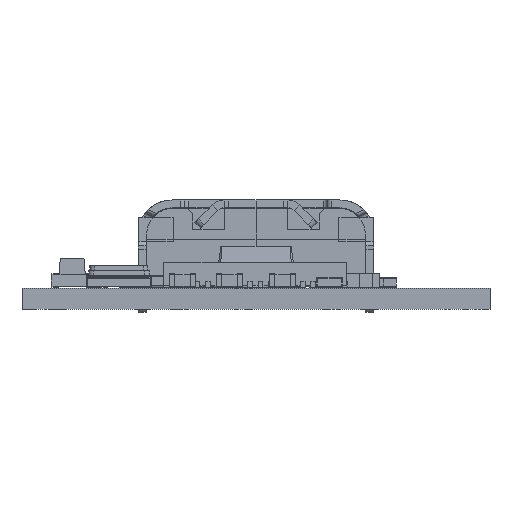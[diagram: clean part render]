
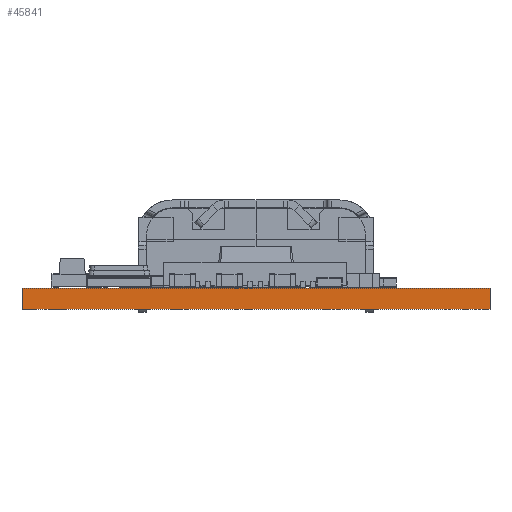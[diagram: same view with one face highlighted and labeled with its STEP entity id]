
A CAD part, front view. The second image highlights one B-rep face of the part: STEP entity #45841.
In plain terms, the highlighted planar face has unit normal (0, -1, 0).
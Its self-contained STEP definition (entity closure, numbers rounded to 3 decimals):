
#45841 = ADVANCED_FACE('',(#45842),#45876,.T.);
#45842 = FACE_BOUND('',#45843,.T.);
#45843 = EDGE_LOOP('',(#45844,#45854,#45862,#45870));
#45844 = ORIENTED_EDGE('',*,*,#45845,.T.);
#45845 = EDGE_CURVE('',#45846,#45848,#45850,.T.);
#45846 = VERTEX_POINT('',#45847);
#45847 = CARTESIAN_POINT('',(17.78,-33.02,0.));
#45848 = VERTEX_POINT('',#45849);
#45849 = CARTESIAN_POINT('',(17.78,-33.02,0.8));
#45850 = LINE('',#45851,#45852);
#45851 = CARTESIAN_POINT('',(17.78,-33.02,0.));
#45852 = VECTOR('',#45853,1.);
#45853 = DIRECTION('',(0.,0.,1.));
#45854 = ORIENTED_EDGE('',*,*,#45855,.T.);
#45855 = EDGE_CURVE('',#45848,#45856,#45858,.T.);
#45856 = VERTEX_POINT('',#45857);
#45857 = CARTESIAN_POINT('',(0.,-33.02,0.8));
#45858 = LINE('',#45859,#45860);
#45859 = CARTESIAN_POINT('',(17.78,-33.02,0.8));
#45860 = VECTOR('',#45861,1.);
#45861 = DIRECTION('',(-1.,0.,0.));
#45862 = ORIENTED_EDGE('',*,*,#45863,.F.);
#45863 = EDGE_CURVE('',#45864,#45856,#45866,.T.);
#45864 = VERTEX_POINT('',#45865);
#45865 = CARTESIAN_POINT('',(0.,-33.02,0.));
#45866 = LINE('',#45867,#45868);
#45867 = CARTESIAN_POINT('',(0.,-33.02,0.));
#45868 = VECTOR('',#45869,1.);
#45869 = DIRECTION('',(0.,0.,1.));
#45870 = ORIENTED_EDGE('',*,*,#45871,.F.);
#45871 = EDGE_CURVE('',#45846,#45864,#45872,.T.);
#45872 = LINE('',#45873,#45874);
#45873 = CARTESIAN_POINT('',(17.78,-33.02,0.));
#45874 = VECTOR('',#45875,1.);
#45875 = DIRECTION('',(-1.,0.,0.));
#45876 = PLANE('',#45877);
#45877 = AXIS2_PLACEMENT_3D('',#45878,#45879,#45880);
#45878 = CARTESIAN_POINT('',(17.78,-33.02,0.));
#45879 = DIRECTION('',(0.,-1.,0.));
#45880 = DIRECTION('',(-1.,0.,0.));
